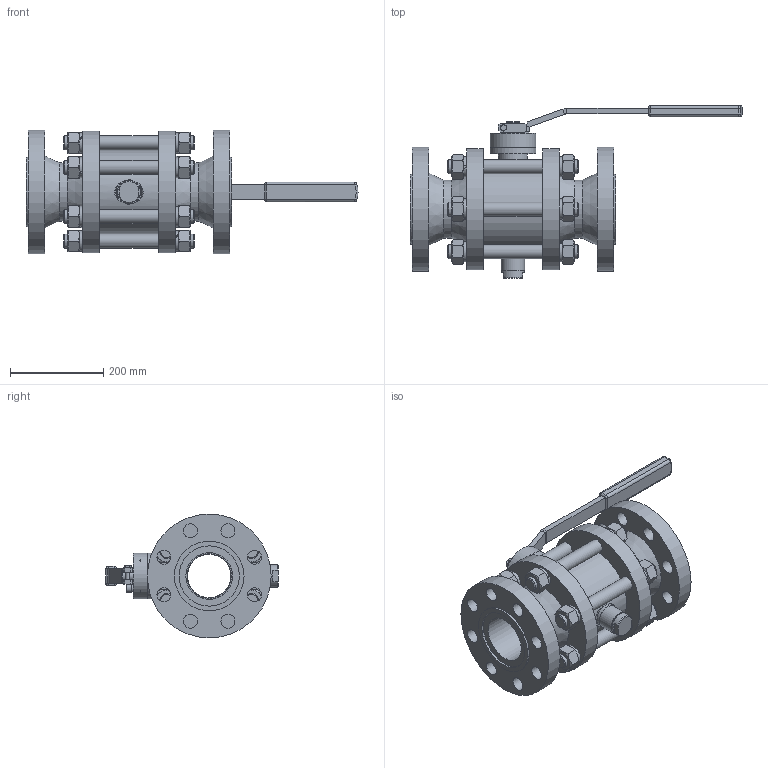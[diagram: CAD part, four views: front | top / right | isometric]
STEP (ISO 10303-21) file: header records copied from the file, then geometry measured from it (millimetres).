
FILE_DESCRIPTION(('STEP AP203'), '1');
FILE_NAME('Êðàí ïðîõîäíîé DN 100 PN 100 _ ÔÁ39.410.100.000', '', ('UNSPECIFIED'), ('UNSPECIFIED'), 'ASCON STEP Converter 1.3', 'ASCON Math Kernel', '');
FILE_SCHEMA(('CONFIG_CONTROL_DESIGN'));
Length unit declared in the file: millimetre
Products named in the file (49): 埡39.410.100.000; 埡39.410.100.060; 埡39.410.100.061; 埡39.410.100.062; 埡39.410.100.063; 埡39 410 100 040; 埡39 410 100 041; 埡39 410 100 032; 埡39 410 100 080; 埡39 410 100 081; 埡39 410 100 082; 埡39 410 100 011; 埡39.420.100.097-1; 埡39 420 100 099-2; 埡39.420.100.098-1; 埡39.410.100.005; 埡39.410.100.003; 埡39 410 100 016; 埡39 410 100 018; ﾔﾁﾑ94.034.02.008; 埡39.410.100.019; 埡39.410.100.090; 埡39.410.100.091; 埡39.410.100.092; 埡39.410.100.014; 埡39.410.100.015; 埡39.410.100.006; 埡39 410 100 026; 埡39.410.100.027; 埡39.410.100.025; 埡39.410.100.024; 埡39 110 150 016; 埡39.420.100.040; 埡39.420.100.050; 埡39.420.100.051; 埡39.420.100.052
Assembly tree (90 placements, depth 4):
  埡39.410.100.000
    埡39.410.100.060
      埡39.410.100.061
      埡39.410.100.062
      埡39.410.100.063
    埡39 410 100 040
      埡39 410 100 041
      埡39 410 100 032
    埡39 410 100 080
      埡39 410 100 081
      埡39 410 100 082
    (unnamed)  x2
      埡39 410 100 011
      (unnamed)
      (unnamed)
    埡39.420.100.097-1  x2
    埡39 420 100 099-2  x2
    埡39.420.100.098-1  x2
    埡39.410.100.005  x2
    埡39.410.100.003  x2
    埡39 410 100 016
    埡39 410 100 018
    ﾔﾁﾑ94.034.02.008
    (unnamed)
    (unnamed)
    埡39.410.100.019
    埡39.410.100.090
      埡39.410.100.091
      埡39.410.100.092
    埡39.410.100.014
    埡39.410.100.015
    埡39.410.100.006
    埡39 410 100 026
    (unnamed)  x13
    埡39.410.100.027
    埡39.410.100.025  x4
    埡39.410.100.024
    埡39 110 150 016  x6
    (unnamed)  x12
    (unnamed)  x4
    (unnamed)  x3
    (unnamed)
    埡39.420.100.040
      埡39.420.100.050
        埡39.420.100.051
        埡39.420.100.052
      (unnamed)
    (unnamed)
    (unnamed)
Bounding box: 710.91 x 369.75 x 265 mm (x, y, z)
Volume: 11383488.2 mm3; surface area: 1705827.2 mm2
Topology: 85 solids, 85 shells, 959 faces, 1948 edges, 1217 vertices
Faces by surface type: plane 479, cylinder 263, cone 179, torus 33, bspline 4, sphere 1
Full cylindrical faces by diameter (mm): 6.647 x1, 8 x1, 9 x1, 10 x5, 10.106 x4, 12 x4, 14 x4, 18 x4, 20 x5, 26.211 x12, 29.5 x1, 30 x35, 31 x16, 33 x3, 33.2 x3, 33.7 x2, 35 x3, 35.5 x1, 36 x2, 36.8 x1, 37.376 x1, 39 x4, 39.7 x1, 40 x8, 42 x6, 45 x2, 45.543 x1, 48 x2, 50 x5, 52 x1
Entity records: 23752 total; most frequent: CARTESIAN_POINT 5017, DIRECTION 2490, ORIENTED_EDGE 1690, AXIS2_PLACEMENT_3D 1101, EDGE_LOOP 926, EDGE_CURVE 845, VERTEX_POINT 677, COLOUR_RGB 575
